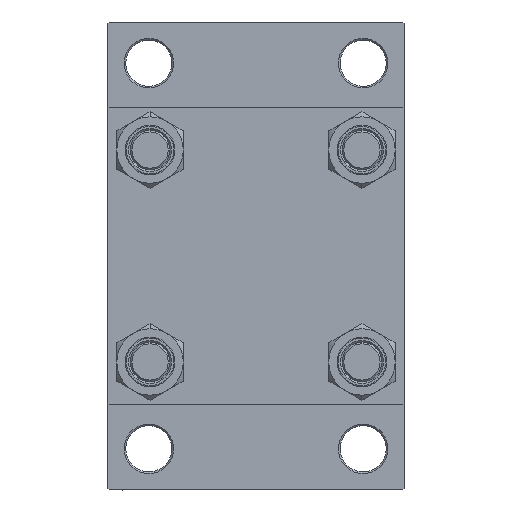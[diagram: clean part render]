
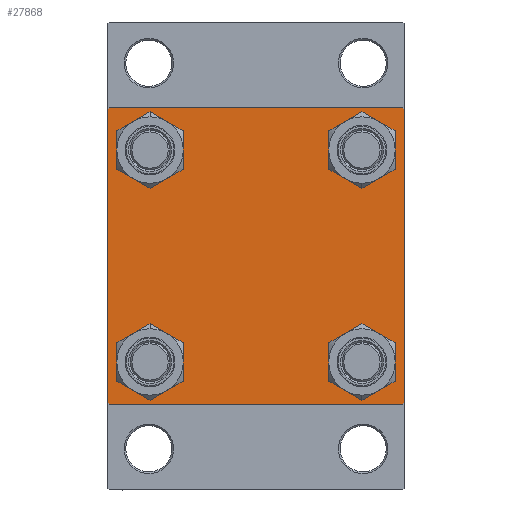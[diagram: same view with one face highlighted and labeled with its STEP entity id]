
A CAD part, left-side view. The second image highlights one B-rep face of the part: STEP entity #27868.
In plain terms, the highlighted planar face has unit normal (-1, 0, 0).
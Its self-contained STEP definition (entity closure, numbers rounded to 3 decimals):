
#1288 = CARTESIAN_POINT ( 'NONE',  ( 0., -32.15, 25.65 ) ) ;
#1591 = AXIS2_PLACEMENT_3D ( 'NONE', #23913, #31415, #20040 ) ;
#1797 = VECTOR ( 'NONE', #15472, 1000. ) ;
#1970 = VECTOR ( 'NONE', #16354, 1000. ) ;
#2146 = FACE_BOUND ( 'NONE', #14388, .T. ) ;
#2274 = EDGE_CURVE ( 'NONE', #26249, #11719, #22735, .T. ) ;
#2336 = CARTESIAN_POINT ( 'NONE',  ( 0., 44.75, 44.75 ) ) ;
#2532 = DIRECTION ( 'NONE',  ( 1., 0., 0. ) ) ;
#2636 = DIRECTION ( 'NONE',  ( 0., -1., 0. ) ) ;
#3121 = CARTESIAN_POINT ( 'NONE',  ( 0., -32.15, -38.65 ) ) ;
#3271 = VERTEX_POINT ( 'NONE', #16028 ) ;
#3383 = CARTESIAN_POINT ( 'NONE',  ( 0., -44.5, 45. ) ) ;
#3598 = CIRCLE ( 'NONE', #43804, 6.5 ) ;
#3646 = ORIENTED_EDGE ( 'NONE', *, *, #13845, .T. ) ;
#3792 = DIRECTION ( 'NONE',  ( 0., -0.707, -0.707 ) ) ;
#4665 = AXIS2_PLACEMENT_3D ( 'NONE', #34078, #37966, #44755 ) ;
#4983 = AXIS2_PLACEMENT_3D ( 'NONE', #20917, #2532, #32055 ) ;
#5313 = VERTEX_POINT ( 'NONE', #33386 ) ;
#5525 = FACE_BOUND ( 'NONE', #43475, .T. ) ;
#6020 = CARTESIAN_POINT ( 'NONE',  ( 0., 32.15, -38.65 ) ) ;
#6614 = ORIENTED_EDGE ( 'NONE', *, *, #32727, .T. ) ;
#6695 = CARTESIAN_POINT ( 'NONE',  ( 0., -32.15, -32.15 ) ) ;
#6708 = VERTEX_POINT ( 'NONE', #18284 ) ;
#6715 = CIRCLE ( 'NONE', #39233, 6.5 ) ;
#6731 = LINE ( 'NONE', #32622, #28960 ) ;
#6975 = DIRECTION ( 'NONE',  ( 0., 0., 1. ) ) ;
#7653 = CARTESIAN_POINT ( 'NONE',  ( 0., 44.75, -44.75 ) ) ;
#8010 = AXIS2_PLACEMENT_3D ( 'NONE', #17859, #25360, #6975 ) ;
#8910 = PLANE ( 'NONE',  #1591 ) ;
#9547 = VECTOR ( 'NONE', #22435, 1000. ) ;
#9786 = EDGE_CURVE ( 'NONE', #5313, #35974, #33594, .T. ) ;
#9855 = EDGE_CURVE ( 'NONE', #22595, #25586, #6731, .T. ) ;
#10124 = CARTESIAN_POINT ( 'NONE',  ( 0., 32.15, 32.15 ) ) ;
#10448 = EDGE_CURVE ( 'NONE', #22595, #6708, #35498, .T. ) ;
#10522 = CARTESIAN_POINT ( 'NONE',  ( 0., 32.15, 38.65 ) ) ;
#10824 = VERTEX_POINT ( 'NONE', #47273 ) ;
#11261 = DIRECTION ( 'NONE',  ( 0., 0.707, 0.707 ) ) ;
#11697 = ORIENTED_EDGE ( 'NONE', *, *, #43151, .T. ) ;
#11719 = VERTEX_POINT ( 'NONE', #14576 ) ;
#12213 = ORIENTED_EDGE ( 'NONE', *, *, #38632, .T. ) ;
#12259 = CARTESIAN_POINT ( 'NONE',  ( 0., -45., 45. ) ) ;
#13026 = DIRECTION ( 'NONE',  ( 0., 0., -1. ) ) ;
#13081 = DIRECTION ( 'NONE',  ( 1., 0., 0. ) ) ;
#13845 = EDGE_CURVE ( 'NONE', #33091, #25586, #33778, .T. ) ;
#14312 = ORIENTED_EDGE ( 'NONE', *, *, #26894, .T. ) ;
#14388 = EDGE_LOOP ( 'NONE', ( #14312, #30539 ) ) ;
#14576 = CARTESIAN_POINT ( 'NONE',  ( 0., -44.5, -45. ) ) ;
#15400 = EDGE_CURVE ( 'NONE', #26246, #15752, #6715, .T. ) ;
#15436 = ORIENTED_EDGE ( 'NONE', *, *, #9855, .F. ) ;
#15472 = DIRECTION ( 'NONE',  ( 0., -1., 0. ) ) ;
#15752 = VERTEX_POINT ( 'NONE', #6020 ) ;
#16028 = CARTESIAN_POINT ( 'NONE',  ( 0., -32.15, 38.65 ) ) ;
#16354 = DIRECTION ( 'NONE',  ( 0., 0.707, -0.707 ) ) ;
#16731 = VECTOR ( 'NONE', #11261, 1000. ) ;
#16892 = FACE_BOUND ( 'NONE', #35182, .T. ) ;
#17498 = CARTESIAN_POINT ( 'NONE',  ( 0., 44.5, -45. ) ) ;
#17620 = ORIENTED_EDGE ( 'NONE', *, *, #15400, .T. ) ;
#17859 = CARTESIAN_POINT ( 'NONE',  ( 0., 32.15, 32.15 ) ) ;
#17977 = ORIENTED_EDGE ( 'NONE', *, *, #43635, .T. ) ;
#18164 = ORIENTED_EDGE ( 'NONE', *, *, #9786, .T. ) ;
#18284 = CARTESIAN_POINT ( 'NONE',  ( 0., 45., 44.5 ) ) ;
#18814 = DIRECTION ( 'NONE',  ( 0., 0., 1. ) ) ;
#19237 = CARTESIAN_POINT ( 'NONE',  ( 0., -44.75, 44.75 ) ) ;
#19708 = VERTEX_POINT ( 'NONE', #23791 ) ;
#20040 = DIRECTION ( 'NONE',  ( 0., 0., 1. ) ) ;
#20100 = DIRECTION ( 'NONE',  ( 0., 0., 1. ) ) ;
#20421 = CARTESIAN_POINT ( 'NONE',  ( 0., -45., 44.5 ) ) ;
#20917 = CARTESIAN_POINT ( 'NONE',  ( 0., -32.15, 32.15 ) ) ;
#21397 = AXIS2_PLACEMENT_3D ( 'NONE', #44518, #26327, #18814 ) ;
#21458 = DIRECTION ( 'NONE',  ( 0., 0., 1. ) ) ;
#21832 = ORIENTED_EDGE ( 'NONE', *, *, #2274, .T. ) ;
#22410 = ORIENTED_EDGE ( 'NONE', *, *, #44952, .T. ) ;
#22435 = DIRECTION ( 'NONE',  ( 0., 0., -1. ) ) ;
#22595 = VERTEX_POINT ( 'NONE', #22724 ) ;
#22724 = CARTESIAN_POINT ( 'NONE',  ( 0., 44.5, 45. ) ) ;
#22735 = LINE ( 'NONE', #33881, #1797 ) ;
#23128 = LINE ( 'NONE', #7653, #30708 ) ;
#23791 = CARTESIAN_POINT ( 'NONE',  ( 0., -32.15, -25.65 ) ) ;
#23913 = CARTESIAN_POINT ( 'NONE',  ( 0., 0., 0. ) ) ;
#24259 = EDGE_CURVE ( 'NONE', #6708, #27575, #31664, .T. ) ;
#24391 = FACE_OUTER_BOUND ( 'NONE', #31573, .T. ) ;
#24784 = DIRECTION ( 'NONE',  ( 0., -0.707, 0.707 ) ) ;
#25360 = DIRECTION ( 'NONE',  ( 1., 0., 0. ) ) ;
#25498 = CARTESIAN_POINT ( 'NONE',  ( 0., 45., -44.5 ) ) ;
#25525 = CIRCLE ( 'NONE', #4665, 6.5 ) ;
#25586 = VERTEX_POINT ( 'NONE', #3383 ) ;
#25878 = ORIENTED_EDGE ( 'NONE', *, *, #32698, .F. ) ;
#26246 = VERTEX_POINT ( 'NONE', #47520 ) ;
#26249 = VERTEX_POINT ( 'NONE', #17498 ) ;
#26327 = DIRECTION ( 'NONE',  ( 1., 0., 0. ) ) ;
#26894 = EDGE_CURVE ( 'NONE', #3271, #44072, #25525, .T. ) ;
#27103 = ORIENTED_EDGE ( 'NONE', *, *, #10448, .T. ) ;
#27403 = VECTOR ( 'NONE', #24784, 1000. ) ;
#27415 = AXIS2_PLACEMENT_3D ( 'NONE', #10124, #28519, #46473 ) ;
#27575 = VERTEX_POINT ( 'NONE', #25498 ) ;
#27773 = DIRECTION ( 'NONE',  ( 1., 0., 0. ) ) ;
#27868 = ADVANCED_FACE ( 'NONE', ( #2146, #16892, #34576, #5525, #24391 ), #8910, .T. ) ;
#28067 = CIRCLE ( 'NONE', #28843, 6.5 ) ;
#28167 = CIRCLE ( 'NONE', #4983, 6.5 ) ;
#28519 = DIRECTION ( 'NONE',  ( 1., 0., 0. ) ) ;
#28843 = AXIS2_PLACEMENT_3D ( 'NONE', #33570, #33806, #44960 ) ;
#28960 = VECTOR ( 'NONE', #2636, 1000. ) ;
#30539 = ORIENTED_EDGE ( 'NONE', *, *, #38629, .T. ) ;
#30708 = VECTOR ( 'NONE', #3792, 1000. ) ;
#30745 = CARTESIAN_POINT ( 'NONE',  ( 0., 32.15, -32.15 ) ) ;
#31415 = DIRECTION ( 'NONE',  ( -1., 0., 0. ) ) ;
#31420 = CARTESIAN_POINT ( 'NONE',  ( 0., 45., 45. ) ) ;
#31573 = EDGE_LOOP ( 'NONE', ( #45141, #22410, #21832, #12213, #25878, #3646, #15436, #27103 ) ) ;
#31664 = LINE ( 'NONE', #31420, #45570 ) ;
#32055 = DIRECTION ( 'NONE',  ( 0., 0., 1. ) ) ;
#32622 = CARTESIAN_POINT ( 'NONE',  ( 0., 45., 45. ) ) ;
#32698 = EDGE_CURVE ( 'NONE', #33091, #10824, #34049, .T. ) ;
#32727 = EDGE_CURVE ( 'NONE', #42763, #19708, #28067, .T. ) ;
#33091 = VERTEX_POINT ( 'NONE', #20421 ) ;
#33386 = CARTESIAN_POINT ( 'NONE',  ( 0., 32.15, 25.65 ) ) ;
#33489 = EDGE_CURVE ( 'NONE', #35974, #5313, #34289, .T. ) ;
#33570 = CARTESIAN_POINT ( 'NONE',  ( 0., -32.15, -32.15 ) ) ;
#33594 = CIRCLE ( 'NONE', #27415, 6.5 ) ;
#33778 = LINE ( 'NONE', #19237, #16731 ) ;
#33806 = DIRECTION ( 'NONE',  ( 1., 0., 0. ) ) ;
#33881 = CARTESIAN_POINT ( 'NONE',  ( 0., 45., -45. ) ) ;
#34049 = LINE ( 'NONE', #12259, #9547 ) ;
#34078 = CARTESIAN_POINT ( 'NONE',  ( 0., -32.15, 32.15 ) ) ;
#34289 = CIRCLE ( 'NONE', #8010, 6.5 ) ;
#34576 = FACE_BOUND ( 'NONE', #40508, .T. ) ;
#35182 = EDGE_LOOP ( 'NONE', ( #11697, #6614 ) ) ;
#35498 = LINE ( 'NONE', #2336, #1970 ) ;
#35974 = VERTEX_POINT ( 'NONE', #10522 ) ;
#37966 = DIRECTION ( 'NONE',  ( 1., 0., 0. ) ) ;
#38524 = ORIENTED_EDGE ( 'NONE', *, *, #33489, .T. ) ;
#38629 = EDGE_CURVE ( 'NONE', #44072, #3271, #28167, .T. ) ;
#38632 = EDGE_CURVE ( 'NONE', #11719, #10824, #46840, .T. ) ;
#39233 = AXIS2_PLACEMENT_3D ( 'NONE', #30745, #13081, #20100 ) ;
#40508 = EDGE_LOOP ( 'NONE', ( #17620, #17977 ) ) ;
#42006 = CARTESIAN_POINT ( 'NONE',  ( 0., -44.75, -44.75 ) ) ;
#42289 = CIRCLE ( 'NONE', #21397, 6.5 ) ;
#42763 = VERTEX_POINT ( 'NONE', #3121 ) ;
#43151 = EDGE_CURVE ( 'NONE', #19708, #42763, #3598, .T. ) ;
#43475 = EDGE_LOOP ( 'NONE', ( #38524, #18164 ) ) ;
#43635 = EDGE_CURVE ( 'NONE', #15752, #26246, #42289, .T. ) ;
#43804 = AXIS2_PLACEMENT_3D ( 'NONE', #6695, #27773, #21458 ) ;
#44072 = VERTEX_POINT ( 'NONE', #1288 ) ;
#44518 = CARTESIAN_POINT ( 'NONE',  ( 0., 32.15, -32.15 ) ) ;
#44755 = DIRECTION ( 'NONE',  ( 0., 0., 1. ) ) ;
#44952 = EDGE_CURVE ( 'NONE', #27575, #26249, #23128, .T. ) ;
#44960 = DIRECTION ( 'NONE',  ( 0., 0., 1. ) ) ;
#45141 = ORIENTED_EDGE ( 'NONE', *, *, #24259, .T. ) ;
#45570 = VECTOR ( 'NONE', #13026, 1000. ) ;
#46473 = DIRECTION ( 'NONE',  ( 0., 0., 1. ) ) ;
#46840 = LINE ( 'NONE', #42006, #27403 ) ;
#47273 = CARTESIAN_POINT ( 'NONE',  ( 0., -45., -44.5 ) ) ;
#47520 = CARTESIAN_POINT ( 'NONE',  ( 0., 32.15, -25.65 ) ) ;
